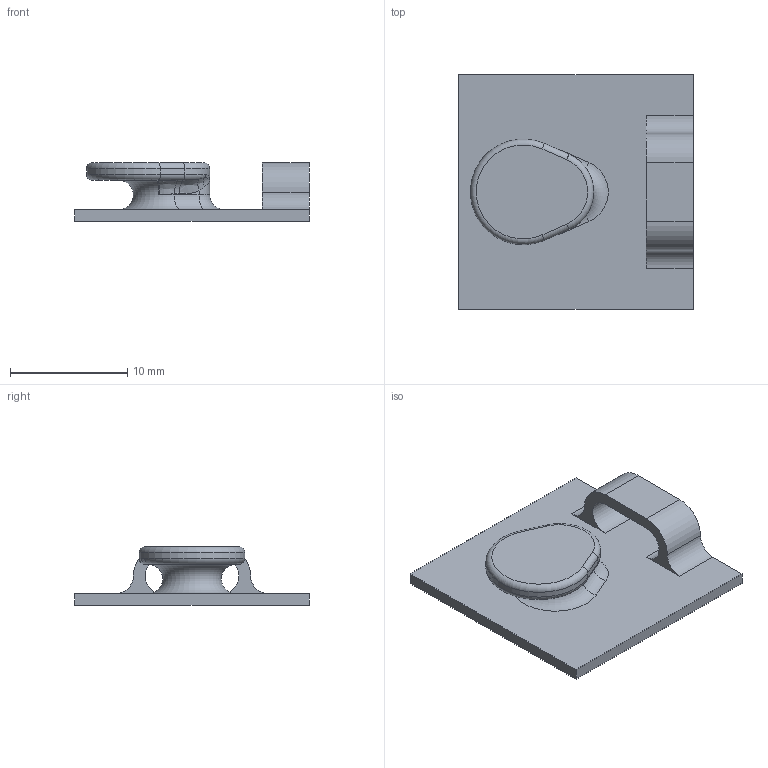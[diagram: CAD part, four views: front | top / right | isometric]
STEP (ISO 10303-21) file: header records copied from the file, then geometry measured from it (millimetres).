
FILE_DESCRIPTION(/* description */ (''),/* implementation_level */ '2;1');
FILE_NAME(/* name */ 'Rubber Holder V3 v1.step',/* time_stamp */ '2024-04-17T09:18:05+10:00',/* author */ (''),/* organization */ (''),/* preprocessor_version */ 'ST-DEVELOPER v20',/* originating_system */ 'Autodesk Translation Framework v12.20.1.177',/* authorisation */ '');
FILE_SCHEMA (('AUTOMOTIVE_DESIGN { 1 0 10303 214 3 1 1 }'));
Length unit declared in the file: millimetre
Products named in the file (1): Rubber Holder V3
Bounding box: 20 x 20 x 5 mm (x, y, z)
Volume: 642.4 mm3; surface area: 1167.5 mm2
Topology: 1 solids, 1 shells, 53 faces, 130 edges, 75 vertices
Faces by surface type: cylinder 19, plane 15, bspline 12, torus 7
Entity records: 1831 total; most frequent: CARTESIAN_POINT 613, ORIENTED_EDGE 252, DIRECTION 240, EDGE_CURVE 126, AXIS2_PLACEMENT_3D 94, VERTEX_POINT 75, EDGE_LOOP 55, FACE_OUTER_BOUND 53
